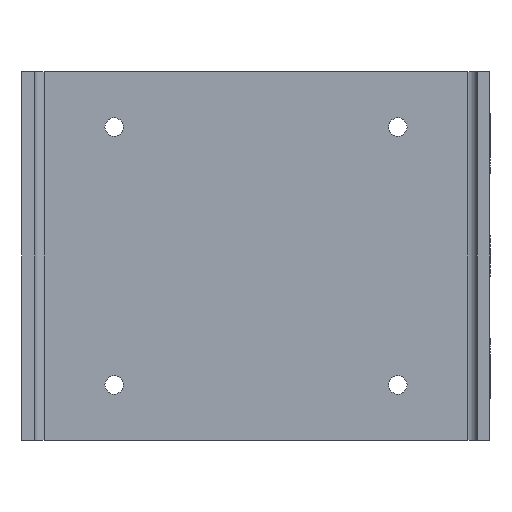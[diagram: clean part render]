
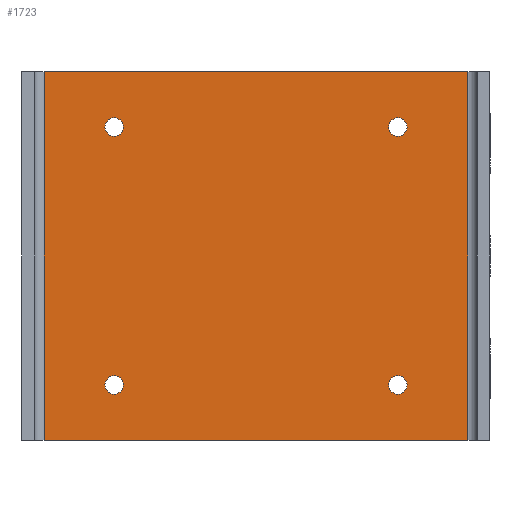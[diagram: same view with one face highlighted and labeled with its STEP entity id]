
A CAD part, front view. The second image highlights one B-rep face of the part: STEP entity #1723.
In plain terms, the highlighted planar face has unit normal (0, -1, 0).
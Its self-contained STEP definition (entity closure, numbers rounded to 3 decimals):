
#23 = EDGE_CURVE ( 'NONE', #2966, #2334, #1387, .T. ) ;
#26 = DIRECTION ( 'NONE',  ( 0., 0., 1. ) ) ;
#44 = ORIENTED_EDGE ( 'NONE', *, *, #2938, .T. ) ;
#130 = ORIENTED_EDGE ( 'NONE', *, *, #3657, .T. ) ;
#191 = EDGE_CURVE ( 'NONE', #282, #2681, #1913, .T. ) ;
#199 = CIRCLE ( 'NONE', #3464, 2.5 ) ;
#233 = EDGE_CURVE ( 'NONE', #282, #2701, #2552, .T. ) ;
#282 = VERTEX_POINT ( 'NONE', #2264 ) ;
#342 = EDGE_LOOP ( 'NONE', ( #2614, #2802 ) ) ;
#351 = AXIS2_PLACEMENT_3D ( 'NONE', #3085, #1250, #3394 ) ;
#378 = DIRECTION ( 'NONE',  ( 0., 1., 0. ) ) ;
#384 = AXIS2_PLACEMENT_3D ( 'NONE', #2737, #888, #3040 ) ;
#395 = ORIENTED_EDGE ( 'NONE', *, *, #233, .F. ) ;
#460 = CIRCLE ( 'NONE', #2342, 2.5 ) ;
#488 = ORIENTED_EDGE ( 'NONE', *, *, #3106, .T. ) ;
#503 = VERTEX_POINT ( 'NONE', #2753 ) ;
#588 = CARTESIAN_POINT ( 'NONE',  ( -38.5, -3.5, 37.5 ) ) ;
#611 = VERTEX_POINT ( 'NONE', #2414 ) ;
#625 = DIRECTION ( 'NONE',  ( 0., 1., 0. ) ) ;
#724 = CARTESIAN_POINT ( 'NONE',  ( -57.5, -3.5, 50. ) ) ;
#789 = CARTESIAN_POINT ( 'NONE',  ( 38.5, -3.5, 35. ) ) ;
#888 = DIRECTION ( 'NONE',  ( 0., 1., 0. ) ) ;
#913 = EDGE_CURVE ( 'NONE', #3487, #611, #2436, .T. ) ;
#922 = EDGE_LOOP ( 'NONE', ( #488, #3440, #395, #2527 ) ) ;
#930 = CARTESIAN_POINT ( 'NONE',  ( -38.5, -3.5, -37.5 ) ) ;
#945 = FACE_OUTER_BOUND ( 'NONE', #922, .T. ) ;
#963 = ORIENTED_EDGE ( 'NONE', *, *, #3889, .T. ) ;
#974 = CIRCLE ( 'NONE', #351, 2.5 ) ;
#992 = CIRCLE ( 'NONE', #2488, 2.5 ) ;
#996 = EDGE_LOOP ( 'NONE', ( #1907, #44 ) ) ;
#1034 = CARTESIAN_POINT ( 'NONE',  ( 38.5, -3.5, -32.5 ) ) ;
#1041 = FACE_BOUND ( 'NONE', #2573, .T. ) ;
#1093 = DIRECTION ( 'NONE',  ( 0., 0., 1. ) ) ;
#1095 = VECTOR ( 'NONE', #3367, 1000. ) ;
#1115 = AXIS2_PLACEMENT_3D ( 'NONE', #2178, #378, #2517 ) ;
#1145 = VERTEX_POINT ( 'NONE', #1034 ) ;
#1179 = CARTESIAN_POINT ( 'NONE',  ( 57.5, -3.5, -50. ) ) ;
#1230 = FACE_BOUND ( 'NONE', #342, .T. ) ;
#1244 = DIRECTION ( 'NONE',  ( 0., 1., 0. ) ) ;
#1250 = DIRECTION ( 'NONE',  ( 0., 1., 0. ) ) ;
#1318 = CARTESIAN_POINT ( 'NONE',  ( -38.5, -3.5, 35. ) ) ;
#1387 = CIRCLE ( 'NONE', #1711, 2.5 ) ;
#1388 = DIRECTION ( 'NONE',  ( 0., 1., 0. ) ) ;
#1405 = VECTOR ( 'NONE', #3636, 1000. ) ;
#1437 = VERTEX_POINT ( 'NONE', #3775 ) ;
#1474 = CARTESIAN_POINT ( 'NONE',  ( 57.5, -3.5, 50. ) ) ;
#1540 = EDGE_CURVE ( 'NONE', #1145, #1437, #2869, .T. ) ;
#1613 = DIRECTION ( 'NONE',  ( 0., 0., 1. ) ) ;
#1705 = VECTOR ( 'NONE', #3761, 1000. ) ;
#1711 = AXIS2_PLACEMENT_3D ( 'NONE', #1886, #1244, #2160 ) ;
#1723 = ADVANCED_FACE ( 'NONE', ( #1230, #1737, #1041, #2588, #945 ), #3741, .F. ) ;
#1737 = FACE_BOUND ( 'NONE', #2555, .T. ) ;
#1750 = ORIENTED_EDGE ( 'NONE', *, *, #2233, .T. ) ;
#1754 = CARTESIAN_POINT ( 'NONE',  ( -57.5, -3.5, -50. ) ) ;
#1831 = CARTESIAN_POINT ( 'NONE',  ( 38.5, -3.5, 32.5 ) ) ;
#1849 = DIRECTION ( 'NONE',  ( 0., 1., 0. ) ) ;
#1886 = CARTESIAN_POINT ( 'NONE',  ( -38.5, -3.5, -35. ) ) ;
#1907 = ORIENTED_EDGE ( 'NONE', *, *, #23, .T. ) ;
#1913 = LINE ( 'NONE', #1921, #1095 ) ;
#1921 = CARTESIAN_POINT ( 'NONE',  ( -57.5, -3.5, 50. ) ) ;
#2030 = LINE ( 'NONE', #1474, #1405 ) ;
#2160 = DIRECTION ( 'NONE',  ( 0., 0., 1. ) ) ;
#2178 = CARTESIAN_POINT ( 'NONE',  ( -57.5, -3.5, 50. ) ) ;
#2187 = VERTEX_POINT ( 'NONE', #1831 ) ;
#2204 = EDGE_CURVE ( 'NONE', #1437, #1145, #992, .T. ) ;
#2212 = VECTOR ( 'NONE', #3493, 1000. ) ;
#2233 = EDGE_CURVE ( 'NONE', #503, #2187, #3319, .T. ) ;
#2264 = CARTESIAN_POINT ( 'NONE',  ( -57.5, -3.5, 50. ) ) ;
#2334 = VERTEX_POINT ( 'NONE', #930 ) ;
#2342 = AXIS2_PLACEMENT_3D ( 'NONE', #1318, #3462, #1613 ) ;
#2401 = EDGE_CURVE ( 'NONE', #2701, #2906, #2030, .T. ) ;
#2414 = CARTESIAN_POINT ( 'NONE',  ( -38.5, -3.5, 32.5 ) ) ;
#2436 = CIRCLE ( 'NONE', #384, 2.5 ) ;
#2468 = CARTESIAN_POINT ( 'NONE',  ( 38.5, -3.5, -35. ) ) ;
#2488 = AXIS2_PLACEMENT_3D ( 'NONE', #2468, #625, #2775 ) ;
#2517 = DIRECTION ( 'NONE',  ( 0., 0., 1. ) ) ;
#2525 = CARTESIAN_POINT ( 'NONE',  ( 57.5, -3.5, 50. ) ) ;
#2527 = ORIENTED_EDGE ( 'NONE', *, *, #191, .T. ) ;
#2552 = LINE ( 'NONE', #724, #1705 ) ;
#2555 = EDGE_LOOP ( 'NONE', ( #1750, #130 ) ) ;
#2573 = EDGE_LOOP ( 'NONE', ( #3870, #963 ) ) ;
#2588 = FACE_BOUND ( 'NONE', #996, .T. ) ;
#2614 = ORIENTED_EDGE ( 'NONE', *, *, #1540, .T. ) ;
#2681 = VERTEX_POINT ( 'NONE', #1754 ) ;
#2686 = AXIS2_PLACEMENT_3D ( 'NONE', #3706, #1849, #26 ) ;
#2701 = VERTEX_POINT ( 'NONE', #2525 ) ;
#2737 = CARTESIAN_POINT ( 'NONE',  ( -38.5, -3.5, 35. ) ) ;
#2753 = CARTESIAN_POINT ( 'NONE',  ( 38.5, -3.5, 37.5 ) ) ;
#2775 = DIRECTION ( 'NONE',  ( 0., 0., 1. ) ) ;
#2802 = ORIENTED_EDGE ( 'NONE', *, *, #2204, .T. ) ;
#2869 = CIRCLE ( 'NONE', #3461, 2.5 ) ;
#2906 = VERTEX_POINT ( 'NONE', #1179 ) ;
#2928 = DIRECTION ( 'NONE',  ( 0., 1., 0. ) ) ;
#2938 = EDGE_CURVE ( 'NONE', #2334, #2966, #974, .T. ) ;
#2966 = VERTEX_POINT ( 'NONE', #3760 ) ;
#3018 = LINE ( 'NONE', #3176, #2212 ) ;
#3040 = DIRECTION ( 'NONE',  ( 0., 0., 1. ) ) ;
#3085 = CARTESIAN_POINT ( 'NONE',  ( -38.5, -3.5, -35. ) ) ;
#3106 = EDGE_CURVE ( 'NONE', #2681, #2906, #3018, .T. ) ;
#3176 = CARTESIAN_POINT ( 'NONE',  ( -57.5, -3.5, -50. ) ) ;
#3225 = CARTESIAN_POINT ( 'NONE',  ( 38.5, -3.5, -35. ) ) ;
#3319 = CIRCLE ( 'NONE', #2686, 2.5 ) ;
#3367 = DIRECTION ( 'NONE',  ( 0., 0., -1. ) ) ;
#3394 = DIRECTION ( 'NONE',  ( 0., 0., 1. ) ) ;
#3440 = ORIENTED_EDGE ( 'NONE', *, *, #2401, .F. ) ;
#3461 = AXIS2_PLACEMENT_3D ( 'NONE', #3225, #1388, #3541 ) ;
#3462 = DIRECTION ( 'NONE',  ( 0., 1., 0. ) ) ;
#3464 = AXIS2_PLACEMENT_3D ( 'NONE', #789, #2928, #1093 ) ;
#3487 = VERTEX_POINT ( 'NONE', #588 ) ;
#3493 = DIRECTION ( 'NONE',  ( 1., 0., 0. ) ) ;
#3541 = DIRECTION ( 'NONE',  ( 0., 0., 1. ) ) ;
#3636 = DIRECTION ( 'NONE',  ( 0., 0., -1. ) ) ;
#3657 = EDGE_CURVE ( 'NONE', #2187, #503, #199, .T. ) ;
#3706 = CARTESIAN_POINT ( 'NONE',  ( 38.5, -3.5, 35. ) ) ;
#3741 = PLANE ( 'NONE',  #1115 ) ;
#3760 = CARTESIAN_POINT ( 'NONE',  ( -38.5, -3.5, -32.5 ) ) ;
#3761 = DIRECTION ( 'NONE',  ( 1., 0., 0. ) ) ;
#3775 = CARTESIAN_POINT ( 'NONE',  ( 38.5, -3.5, -37.5 ) ) ;
#3870 = ORIENTED_EDGE ( 'NONE', *, *, #913, .T. ) ;
#3889 = EDGE_CURVE ( 'NONE', #611, #3487, #460, .T. ) ;
